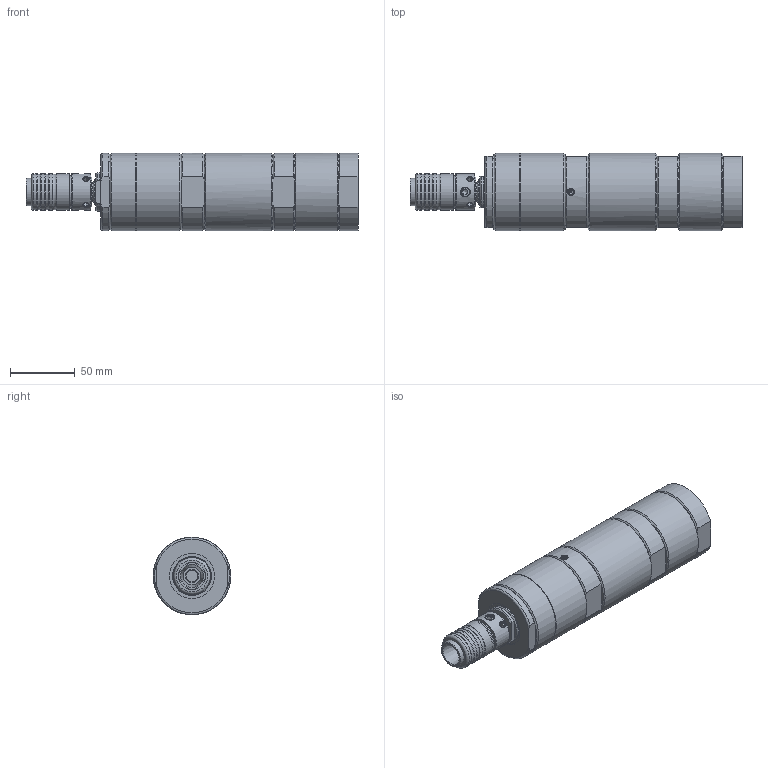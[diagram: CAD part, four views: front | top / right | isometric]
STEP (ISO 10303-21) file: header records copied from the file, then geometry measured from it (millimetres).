
FILE_DESCRIPTION(/* description */ (''),/* implementation_level */ '2;1');
FILE_NAME(/* name */ 'EBMU 82-4000 WS_60038735.stp',/* time_stamp */ '2015-01-27T17:09:50+01:00',/* author */ ('ekoch'),/* organization */ (''),/* preprocessor_version */ 'ST-DEVELOPER v15.2',/* originating_system */ 'Autodesk Inventor 2014',/* authorisation */ '');
FILE_SCHEMA (('AUTOMOTIVE_DESIGN { 1 0 10303 214 3 1 1 }'));
Length unit declared in the file: millimetre
Products named in the file (1): EBMU 82-4000 WS_60038735
Bounding box: 257 x 60 x 60 mm (x, y, z)
Volume: 574891 mm3; surface area: 62784.9 mm2
Topology: 1 solids, 19 shells, 398 faces, 914 edges, 593 vertices
Faces by surface type: plane 192, cylinder 108, cone 64, bspline 19, torus 13, sphere 2
Full cylindrical faces by diameter (mm): 1.55 x2, 3.5 x4, 3.6 x1, 4 x1, 4.134 x4, 5 x1, 5.25 x2, 5.5 x1, 5.6 x2, 6.647 x4, 9 x1, 13.8 x1, 13.9 x1, 14 x3, 14.5 x1, 14.95 x2, 18.631 x1, 18.8 x1, 18.917 x1, 19.2 x1, 21 x1, 21.1 x1, 23 x1, 23.2 x3, 24.8 x2, 24.9 x1, 26.387 x1, 27.3 x2, 28.4 x4, 28.6 x1
Entity records: 13346 total; most frequent: CARTESIAN_POINT 4882, DIRECTION 1612, ORIENTED_EDGE 1478, EDGE_CURVE 739, AXIS2_PLACEMENT_3D 629, EDGE_LOOP 592, VERTEX_POINT 539, ADVANCED_FACE 398
